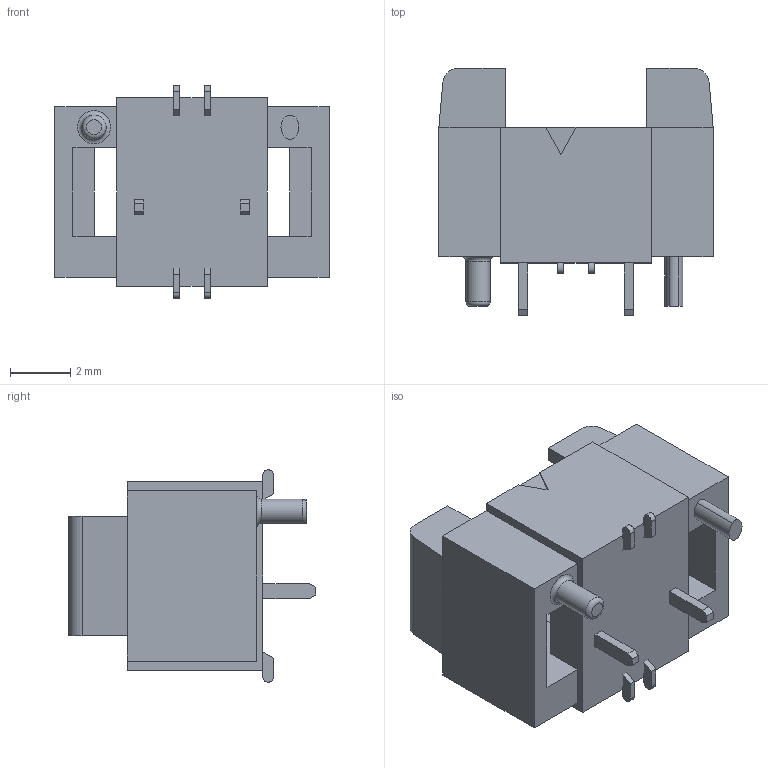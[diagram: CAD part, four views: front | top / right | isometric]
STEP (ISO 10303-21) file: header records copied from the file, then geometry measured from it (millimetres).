
FILE_DESCRIPTION( ( 'STEP AP214' ), '1' );
FILE_NAME( 'T1M-02-GF-DV.stp', '2022-05-09T16:57:27', ( 'License CC BY-ND 4.0' ), ( 'CADENAS' ), ' ', 'PARTsolutions', ' ' );
FILE_SCHEMA( ( 'AUTOMOTIVE_DESIGN { 1 0 10303 214 1 1 1 1 }' ) );
Length unit declared in the file: millimetre
Products named in the file (3): T1M-02-GF-DV; _T1T1M-02-T-DV; _P2T1M-02-T-DV
Assembly tree (2 placements, depth 2):
  T1M-02-GF-DV
    _T1T1M-02-T-DV
    _P2T1M-02-T-DV
Bounding box: 9.1 x 8.2 x 7.05 mm (x, y, z)
Volume: 161.9 mm3; surface area: 435.5 mm2
Topology: 2 solids, 2 shells, 128 faces, 366 edges, 242 vertices
Faces by surface type: plane 111, cylinder 15, torus 2
Full cylindrical faces by diameter (mm): 0.8 x1
Entity records: 5185 total; most frequent: CARTESIAN_POINT 736, ORIENTED_EDGE 726, DIRECTION 657, EDGE_CURVE 363, LINE 331, VECTOR 331, VERTEX_POINT 242, AXIS2_PLACEMENT_3D 163
